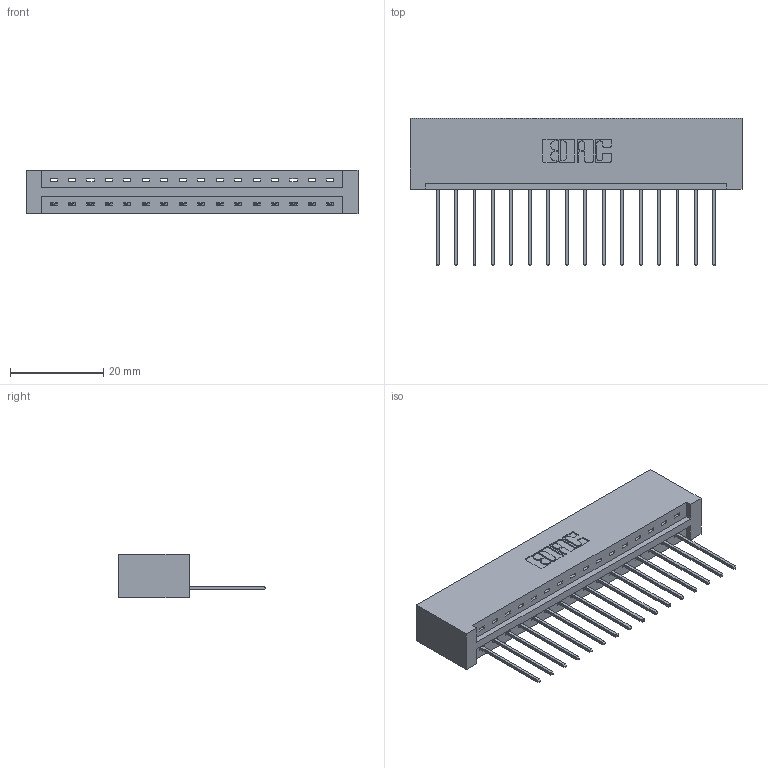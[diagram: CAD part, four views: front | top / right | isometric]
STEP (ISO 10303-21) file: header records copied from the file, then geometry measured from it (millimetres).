
FILE_DESCRIPTION (( 'STEP AP203' ), '1' );
FILE_NAME ('337-016-542-101.STEP', '2018-08-04T19:35:42', ( '' ), ( '' ), 'SwSTEP 2.0', 'SolidWorks 2016', '' );
FILE_SCHEMA (( 'CONFIG_CONTROL_DESIGN' ));
Length unit declared in the file: inch
Products named in the file (3): 337 Part_No Mounting Lugs; 345-292-001_345-293-142; 337-016-542-101
Assembly tree (17 placements, depth 2):
  337-016-542-101
    337 Part_No Mounting Lugs
    345-292-001_345-293-142  x16
Bounding box: 71.27 x 31.63 x 9.4 mm (x, y, z)
Volume: 7856.5 mm3; surface area: 8189.8 mm2
Topology: 17 solids, 17 shells, 1098 faces, 3295 edges, 2174 vertices
Faces by surface type: plane 802, cylinder 296
Entity records: 14997 total; most frequent: CARTESIAN_POINT 2618, ORIENTED_EDGE 2570, DIRECTION 2249, EDGE_CURVE 1285, LINE 1165, VECTOR 1165, VERTEX_POINT 854, AXIS2_PLACEMENT_3D 542
